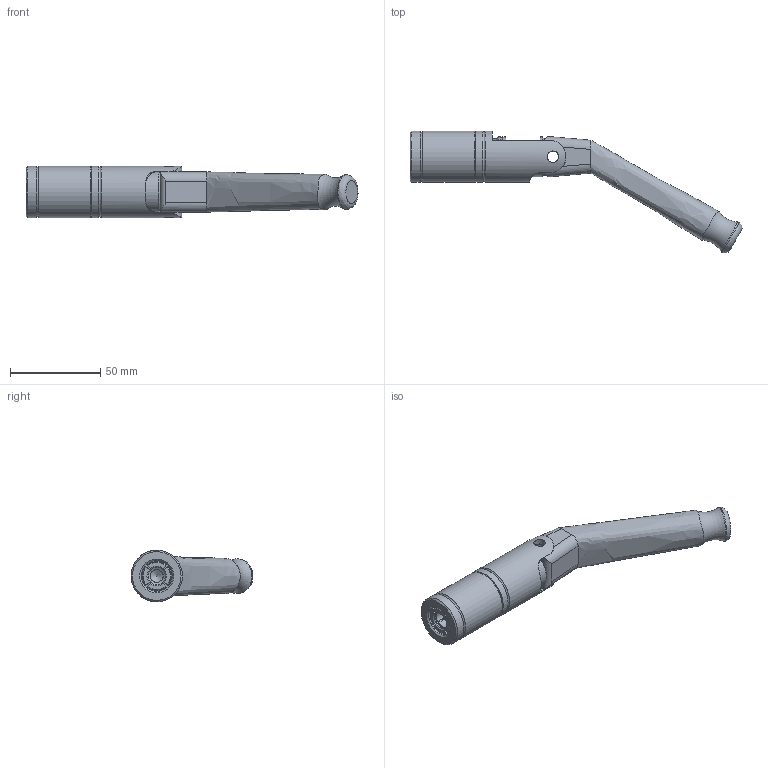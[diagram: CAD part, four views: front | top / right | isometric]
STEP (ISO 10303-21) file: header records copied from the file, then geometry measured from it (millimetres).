
FILE_DESCRIPTION(/* description */ (''),/* implementation_level */ '2;1');
FILE_NAME(/* name */ 'JXL0-0312.stp',/* time_stamp */ '2014-07-11T14:49:18-05:00',/* author */ ('scottg'),/* organization */ ('FasTest,Inc.'),/* preprocessor_version */ 'ST-DEVELOPER v15.2',/* originating_system */ 'Autodesk Inventor 2014',/* authorisation */ '');
FILE_SCHEMA (('AUTOMOTIVE_DESIGN { 1 0 10303 214 3 1 1 }'));
Length unit declared in the file: inch
Products named in the file (1): JXL0-0312
Bounding box: 183.62 x 67.47 x 28.45 mm (x, y, z)
Volume: 70607.6 mm3; surface area: 31003.6 mm2
Topology: 8 solids, 10 shells, 192 faces, 508 edges, 330 vertices
Faces by surface type: plane 69, cylinder 68, cone 40, torus 12, bspline 3
Full cylindrical faces by diameter (mm): 6.35 x2, 6.401 x1, 7.137 x2, 7.95 x1, 9.525 x1, 9.906 x1, 16.078 x1, 17.069 x1, 17.145 x1, 19.812 x1, 20.041 x1, 20.066 x1, 20.32 x1, 20.523 x1, 22.098 x2, 22.352 x1, 22.733 x2, 25.4 x1, 25.527 x2, 28.448 x4
Entity records: 6710 total; most frequent: CARTESIAN_POINT 2157, DIRECTION 959, ORIENTED_EDGE 874, EDGE_CURVE 437, AXIS2_PLACEMENT_3D 379, VERTEX_POINT 312, EDGE_LOOP 259, LINE 201
